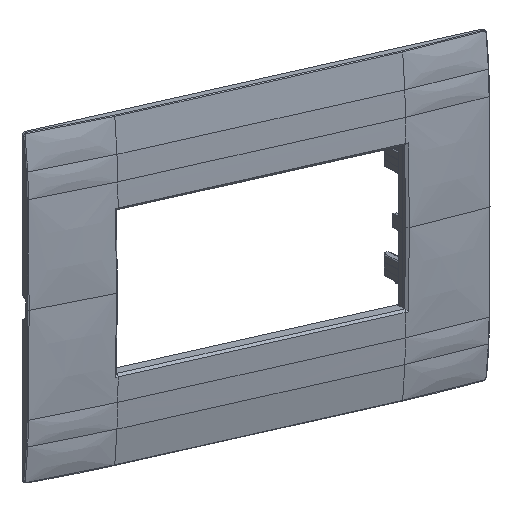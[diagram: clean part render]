
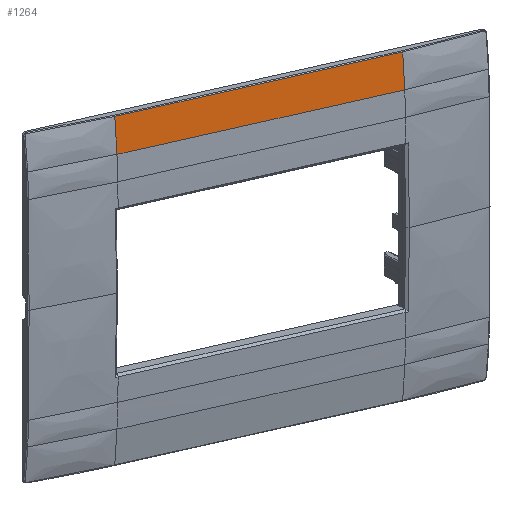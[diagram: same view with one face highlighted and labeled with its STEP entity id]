
A CAD part, top view. The second image highlights one B-rep face of the part: STEP entity #1264.
In plain terms, the highlighted cylindrical face has radius 100.024 mm (diameter 200.048 mm), a partial arc.
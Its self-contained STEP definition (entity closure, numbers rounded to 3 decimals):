
#960=CARTESIAN_POINT('Line Origine',(22.625,38.377,3.58)) ;
#964=CARTESIAN_POINT('Vertex',(0.,38.377,3.58)) ;
#966=CARTESIAN_POINT('Vertex',(45.25,38.377,3.58)) ;
#969=CARTESIAN_POINT('Line Origine',(22.625,38.377,3.58)) ;
#973=CARTESIAN_POINT('Vertex',(-45.25,38.377,3.58)) ;
#1231=CARTESIAN_POINT('Axis2P3D Location',(22.625,33.584,-96.329)) ;
#1237=CARTESIAN_POINT('Control Point',(45.25,48.666,2.551)) ;
#1238=CARTESIAN_POINT('Control Point',(45.25,45.257,3.071)) ;
#1239=CARTESIAN_POINT('Control Point',(45.25,41.821,3.415)) ;
#1240=CARTESIAN_POINT('Control Point',(45.25,38.377,3.58)) ;
#1241=CARTESIAN_POINT('Vertex',(45.25,48.666,2.551)) ;
#1244=CARTESIAN_POINT('Line Origine',(22.625,48.666,2.551)) ;
#1248=CARTESIAN_POINT('Vertex',(-45.25,48.666,2.551)) ;
#1252=CARTESIAN_POINT('Control Point',(-45.25,48.666,2.551)) ;
#1253=CARTESIAN_POINT('Control Point',(-45.25,45.257,3.071)) ;
#1254=CARTESIAN_POINT('Control Point',(-45.25,41.821,3.415)) ;
#1255=CARTESIAN_POINT('Control Point',(-45.25,38.377,3.58)) ;
#961=DIRECTION('Vector Direction',(1.,0.,0.)) ;
#970=DIRECTION('Vector Direction',(1.,0.,0.)) ;
#1232=DIRECTION('Axis2P3D Direction',(1.,0.,0.)) ;
#1233=DIRECTION('Axis2P3D XDirection',(0.,0.154,0.988)) ;
#1245=DIRECTION('Vector Direction',(1.,0.,0.)) ;
#1234=AXIS2_PLACEMENT_3D('Cylinder Axis2P3D',#1231,#1232,#1233) ;
#1258=ORIENTED_EDGE('',*,*,#968,.T.) ;
#1259=ORIENTED_EDGE('',*,*,#1243,.F.) ;
#1260=ORIENTED_EDGE('',*,*,#1250,.F.) ;
#1261=ORIENTED_EDGE('',*,*,#1256,.T.) ;
#1262=ORIENTED_EDGE('',*,*,#975,.F.) ;
#962=VECTOR('Line Direction',#961,1.) ;
#971=VECTOR('Line Direction',#970,1.) ;
#1246=VECTOR('Line Direction',#1245,1.) ;
#1264=ADVANCED_FACE('PartBody',(#1263),#1235,.T.) ;
#1236=B_SPLINE_CURVE_WITH_KNOTS('',3,(#1237,#1238,#1239,#1240),.UNSPECIFIED.,.F.,.U.,(4,4),(-5.004,5.341),.UNSPECIFIED.) ;
#1251=B_SPLINE_CURVE_WITH_KNOTS('',3,(#1252,#1253,#1254,#1255),.UNSPECIFIED.,.F.,.U.,(4,4),(-5.004,5.341),.UNSPECIFIED.) ;
#1235=CYLINDRICAL_SURFACE('generated cylinder',#1234,100.024) ;
#968=EDGE_CURVE('',#965,#967,#963,.T.) ;
#975=EDGE_CURVE('',#965,#974,#972,.F.) ;
#1243=EDGE_CURVE('',#1242,#967,#1236,.T.) ;
#1250=EDGE_CURVE('',#1249,#1242,#1247,.T.) ;
#1256=EDGE_CURVE('',#1249,#974,#1251,.T.) ;
#1257=EDGE_LOOP('',(#1258,#1259,#1260,#1261,#1262)) ;
#1263=FACE_OUTER_BOUND('',#1257,.T.) ;
#963=LINE('Line',#960,#962) ;
#972=LINE('Line',#969,#971) ;
#1247=LINE('Line',#1244,#1246) ;
#965=VERTEX_POINT('',#964) ;
#967=VERTEX_POINT('',#966) ;
#974=VERTEX_POINT('',#973) ;
#1242=VERTEX_POINT('',#1241) ;
#1249=VERTEX_POINT('',#1248) ;
